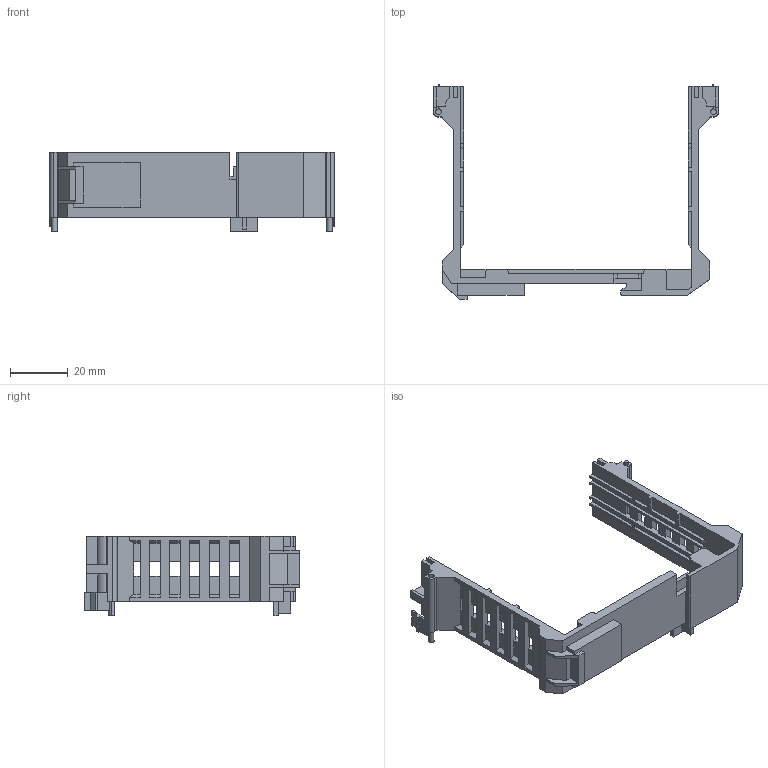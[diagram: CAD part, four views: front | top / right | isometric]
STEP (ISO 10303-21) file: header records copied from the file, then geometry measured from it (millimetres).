
FILE_DESCRIPTION(('Creo Elements/Direct Modeling STEP Export'),'2;1');
FILE_NAME('model.stp','2020-11-12T14:43:20',(''),(''),'Creo Elements/Direct Modeling STEP processor for AP214 (Solid Model)','Creo Elements/Direct Modeling 20.1A 29-Sep-2018 (C) Parametric Technology GmbH','');
FILE_SCHEMA(('AUTOMOTIVE_DESIGN { 1 0 10303 214 1 1 1 1 }'));
Length unit declared in the file: millimetre
Products named in the file (3): ME_45_UTM_H.Select__00294716; ME_Verriegelungshaken_H.Select__00446697.1; ME_45_UTM_TECDOC__00396072
Assembly tree (3 placements, depth 2):
  ME_45_UTM_TECDOC__00396072
    ME_Verriegelungshaken_H.Select__00446697.1  x2
    ME_45_UTM_H.Select__00294716
Bounding box: 99 x 74.7 x 27.6 mm (x, y, z)
Volume: 18798.3 mm3; surface area: 16353 mm2
Topology: 3 solids, 3 shells, 350 faces, 1064 edges, 708 vertices
Faces by surface type: plane 321, cylinder 29
Entity records: 10608 total; most frequent: ORIENTED_EDGE 2050, CARTESIAN_POINT 1875, DIRECTION 1491, EDGE_CURVE 1025, VECTOR 895, LINE 895, VERTEX_POINT 682, EDGE_LOOP 345
